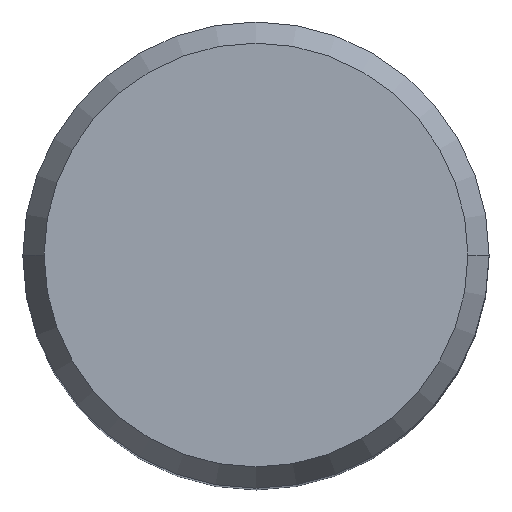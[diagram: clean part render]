
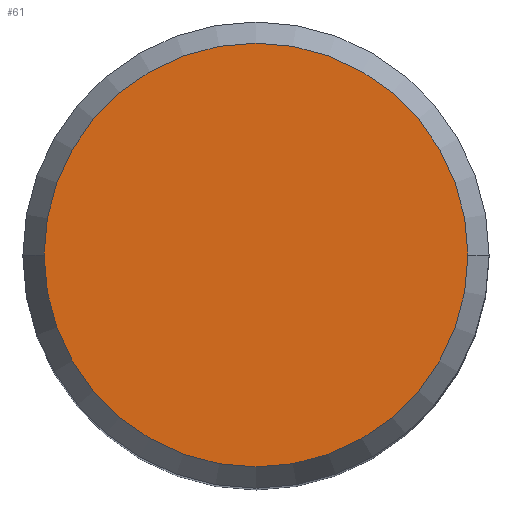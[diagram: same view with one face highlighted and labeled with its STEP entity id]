
A CAD part, top view. The second image highlights one B-rep face of the part: STEP entity #61.
In plain terms, the highlighted planar face has unit normal (0, 0, 1).
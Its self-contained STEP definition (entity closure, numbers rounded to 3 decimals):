
#47=PLANE('',#380);
#61=ADVANCED_FACE('',(#86),#47,.T.);
#86=FACE_OUTER_BOUND('',#105,.T.);
#105=EDGE_LOOP('',(#160,#161));
#124=CIRCLE('',#378,11.545);
#125=CIRCLE('',#379,11.545);
#160=ORIENTED_EDGE('',*,*,#239,.T.);
#161=ORIENTED_EDGE('',*,*,#240,.T.);
#217=VERTEX_POINT('',#562);
#218=VERTEX_POINT('',#563);
#239=EDGE_CURVE('',#217,#218,#124,.T.);
#240=EDGE_CURVE('',#218,#217,#125,.T.);
#378=AXIS2_PLACEMENT_3D('',#561,#457,#458);
#379=AXIS2_PLACEMENT_3D('',#564,#459,#460);
#380=AXIS2_PLACEMENT_3D('',#565,#461,#462);
#457=DIRECTION('',(0.,0.,1.));
#458=DIRECTION('',(-1.,0.,0.));
#459=DIRECTION('',(0.,0.,1.));
#460=DIRECTION('',(1.,0.,0.));
#461=DIRECTION('',(0.,0.,1.));
#462=DIRECTION('',(-1.,0.,0.));
#561=CARTESIAN_POINT('',(0.,0.,28.65));
#562=CARTESIAN_POINT('',(-11.545,0.,28.65));
#563=CARTESIAN_POINT('',(11.545,0.,28.65));
#564=CARTESIAN_POINT('',(0.,0.,28.65));
#565=CARTESIAN_POINT('',(0.,0.,28.65));
